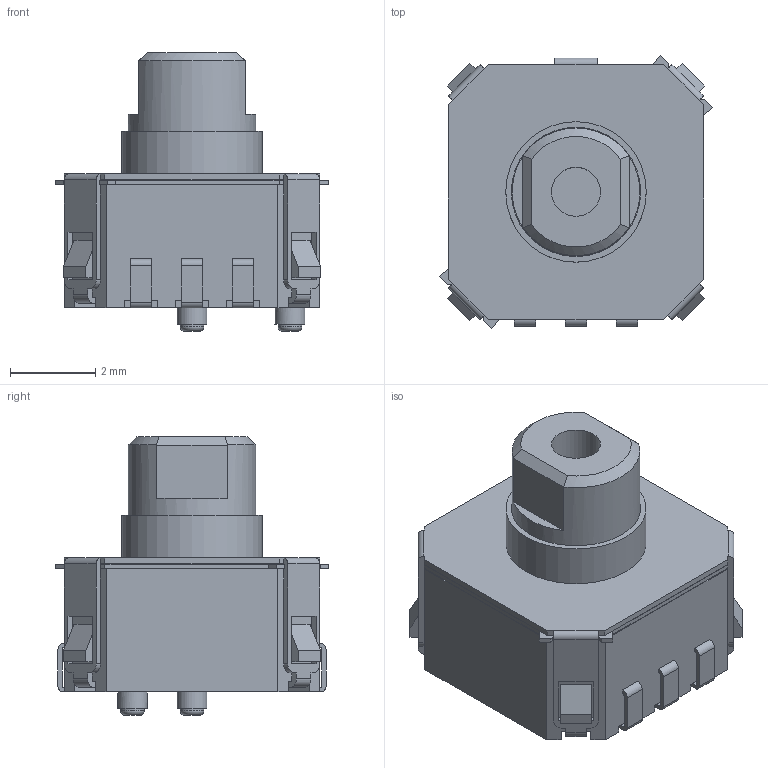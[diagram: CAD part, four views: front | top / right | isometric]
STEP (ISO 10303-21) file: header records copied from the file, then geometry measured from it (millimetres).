
FILE_DESCRIPTION(/* description */ ('Unknown'),/* implementation_level */ '2;1');
FILE_NAME(/* name */ 'DG85C-8021-75-1012',/* time_stamp */ '2025-08-18T12:02:57+02:00',/* author */ ('Unknown'),/* organization */ ('Unknown'),/* preprocessor_version */ 'ST-DEVELOPER v20',/* originating_system */ 'Solid Edge',/* authorisation */ 'Unknown');
FILE_SCHEMA (('AUTOMOTIVE_DESIGN {1 0 10303 214 3 1 1}'));
Length unit declared in the file: millimetre
Products named in the file (1): DG85C-8021-75-1012
Bounding box: 6.43 x 6.43 x 6.55 mm (x, y, z)
Volume: 125.8 mm3; surface area: 369.8 mm2
Topology: 2 solids, 2 shells, 258 faces, 717 edges, 472 vertices
Faces by surface type: plane 204, cylinder 50, torus 2, cone 2
Full cylindrical faces by diameter (mm): 0.557 x2, 0.7 x2, 1.15 x1, 3 x1, 3.039 x1, 3.3 x1
Entity records: 9787 total; most frequent: CARTESIAN_POINT 1446, ORIENTED_EDGE 1410, DIRECTION 1331, EDGE_CURVE 705, LINE 589, VECTOR 589, VERTEX_POINT 470, AXIS2_PLACEMENT_3D 371
